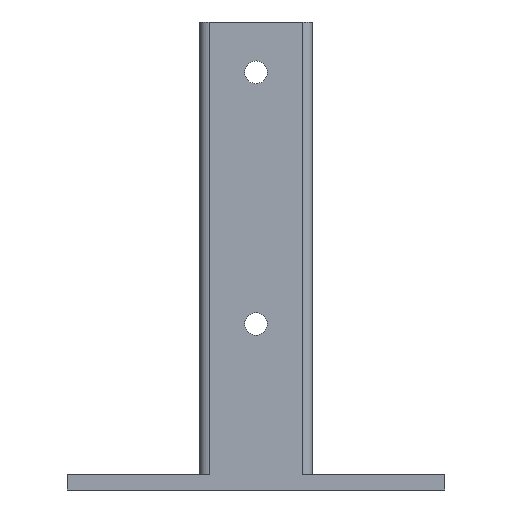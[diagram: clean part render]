
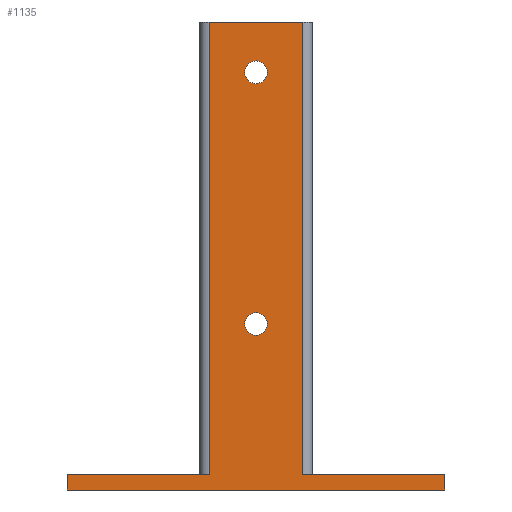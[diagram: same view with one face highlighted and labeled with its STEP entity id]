
A CAD part, left-side view. The second image highlights one B-rep face of the part: STEP entity #1135.
In plain terms, the highlighted planar face has unit normal (-1, 0, 0).
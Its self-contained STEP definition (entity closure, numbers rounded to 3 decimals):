
#6 = AXIS2_PLACEMENT_3D ( 'NONE', #1286, #1287, #1288 ) ;
#49 = VERTEX_POINT ( 'NONE', #1411 ) ;
#90 = VERTEX_POINT ( 'NONE', #1415 ) ;
#93 = VERTEX_POINT ( 'NONE', #1418 ) ;
#94 = VERTEX_POINT ( 'NONE', #1419 ) ;
#98 = EDGE_CURVE ( 'NONE', #953, #950, #700, .T. ) ;
#99 = AXIS2_PLACEMENT_3D ( 'NONE', #1460, #1461, #1462 ) ;
#100 = EDGE_CURVE ( 'NONE', #950, #395, #702, .T. ) ;
#108 = EDGE_CURVE ( 'NONE', #952, #394, #723, .T. ) ;
#111 = EDGE_CURVE ( 'NONE', #49, #93, #731, .T. ) ;
#112 = EDGE_CURVE ( 'NONE', #94, #90, #734, .T. ) ;
#115 = EDGE_CURVE ( 'NONE', #93, #49, #743, .T. ) ;
#174 = EDGE_CURVE ( 'NONE', #958, #952, #758, .T. ) ;
#178 = EDGE_CURVE ( 'NONE', #394, #391, #735, .T. ) ;
#181 = EDGE_CURVE ( 'NONE', #391, #397, #808, .T. ) ;
#182 = EDGE_CURVE ( 'NONE', #395, #958, #814, .T. ) ;
#185 = EDGE_CURVE ( 'NONE', #397, #953, #804, .T. ) ;
#189 = EDGE_CURVE ( 'NONE', #90, #94, #737, .T. ) ;
#220 = AXIS2_PLACEMENT_3D ( 'NONE', #1448, #1449, #1450 ) ;
#221 = AXIS2_PLACEMENT_3D ( 'NONE', #1451, #1452, #1453 ) ;
#321 = CARTESIAN_POINT ( 'NONE',  ( -22.5, 18.5, 0. ) ) ;
#324 = CARTESIAN_POINT ( 'NONE',  ( -22.5, 18.5, 180. ) ) ;
#325 = CARTESIAN_POINT ( 'NONE',  ( -22.5, -75., 0. ) ) ;
#327 = CARTESIAN_POINT ( 'NONE',  ( -22.5, 75., 0. ) ) ;
#334 = CARTESIAN_POINT ( 'NONE',  ( -22.5, -75., -6. ) ) ;
#391 = VERTEX_POINT ( 'NONE', #321 ) ;
#394 = VERTEX_POINT ( 'NONE', #324 ) ;
#395 = VERTEX_POINT ( 'NONE', #325 ) ;
#397 = VERTEX_POINT ( 'NONE', #327 ) ;
#442 = EDGE_LOOP ( 'NONE', ( #540, #541 ) ) ;
#443 = EDGE_LOOP ( 'NONE', ( #542, #543 ) ) ;
#444 = EDGE_LOOP ( 'NONE', ( #544, #545, #546, #547, #647, #648, #649, #650 ) ) ;
#540 = ORIENTED_EDGE ( 'NONE', *, *, #115, .T. ) ;
#541 = ORIENTED_EDGE ( 'NONE', *, *, #111, .T. ) ;
#542 = ORIENTED_EDGE ( 'NONE', *, *, #112, .F. ) ;
#543 = ORIENTED_EDGE ( 'NONE', *, *, #189, .F. ) ;
#544 = ORIENTED_EDGE ( 'NONE', *, *, #98, .T. ) ;
#545 = ORIENTED_EDGE ( 'NONE', *, *, #100, .T. ) ;
#546 = ORIENTED_EDGE ( 'NONE', *, *, #182, .T. ) ;
#547 = ORIENTED_EDGE ( 'NONE', *, *, #174, .T. ) ;
#647 = ORIENTED_EDGE ( 'NONE', *, *, #108, .T. ) ;
#648 = ORIENTED_EDGE ( 'NONE', *, *, #178, .T. ) ;
#649 = ORIENTED_EDGE ( 'NONE', *, *, #181, .T. ) ;
#650 = ORIENTED_EDGE ( 'NONE', *, *, #185, .T. ) ;
#700 = LINE ( 'NONE', #1423, #701 ) ;
#701 = VECTOR ( 'NONE', #1424, 1000. ) ;
#702 = LINE ( 'NONE', #1425, #704 ) ;
#704 = VECTOR ( 'NONE', #1426, 1000. ) ;
#723 = LINE ( 'NONE', #1441, #726 ) ;
#726 = VECTOR ( 'NONE', #1442, 1000. ) ;
#731 = CIRCLE ( 'NONE', #220, 4.5 ) ;
#734 = CIRCLE ( 'NONE', #221, 4.5 ) ;
#735 = LINE ( 'NONE', #1018, #864 ) ;
#737 = CIRCLE ( 'NONE', #910, 4.5 ) ;
#743 = CIRCLE ( 'NONE', #99, 4.5 ) ;
#758 = LINE ( 'NONE', #1007, #825 ) ;
#804 = LINE ( 'NONE', #1069, #805 ) ;
#805 = VECTOR ( 'NONE', #1070, 1000. ) ;
#808 = LINE ( 'NONE', #1061, #812 ) ;
#812 = VECTOR ( 'NONE', #1062, 1000. ) ;
#814 = LINE ( 'NONE', #1063, #816 ) ;
#816 = VECTOR ( 'NONE', #1064, 1000. ) ;
#825 = VECTOR ( 'NONE', #1008, 1000. ) ;
#864 = VECTOR ( 'NONE', #1019, 1000. ) ;
#910 = AXIS2_PLACEMENT_3D ( 'NONE', #1078, #1079, #1080 ) ;
#950 = VERTEX_POINT ( 'NONE', #334 ) ;
#952 = VERTEX_POINT ( 'NONE', #1170 ) ;
#953 = VERTEX_POINT ( 'NONE', #1171 ) ;
#958 = VERTEX_POINT ( 'NONE', #1176 ) ;
#1007 = CARTESIAN_POINT ( 'NONE',  ( -22.5, -18.5, 87. ) ) ;
#1008 = DIRECTION ( 'NONE',  ( 0., 0., 1. ) ) ;
#1018 = CARTESIAN_POINT ( 'NONE',  ( -22.5, 18.5, 87. ) ) ;
#1019 = DIRECTION ( 'NONE',  ( 0., 0., -1. ) ) ;
#1061 = CARTESIAN_POINT ( 'NONE',  ( -22.5, 0., 0. ) ) ;
#1062 = DIRECTION ( 'NONE',  ( 0., 1., 0. ) ) ;
#1063 = CARTESIAN_POINT ( 'NONE',  ( -22.5, 0., 0. ) ) ;
#1064 = DIRECTION ( 'NONE',  ( 0., 1., 0. ) ) ;
#1069 = CARTESIAN_POINT ( 'NONE',  ( -22.5, 75., 87. ) ) ;
#1070 = DIRECTION ( 'NONE',  ( 0., 0., -1. ) ) ;
#1078 = CARTESIAN_POINT ( 'NONE',  ( -22.5, 0., 160. ) ) ;
#1079 = DIRECTION ( 'NONE',  ( -1., 0., 0. ) ) ;
#1080 = DIRECTION ( 'NONE',  ( 0., 0., 1. ) ) ;
#1135 = ADVANCED_FACE ( 'NONE', ( #1405, #1404, #1403 ), #1285, .T. ) ;
#1170 = CARTESIAN_POINT ( 'NONE',  ( -22.5, -18.5, 180. ) ) ;
#1171 = CARTESIAN_POINT ( 'NONE',  ( -22.5, 75., -6. ) ) ;
#1176 = CARTESIAN_POINT ( 'NONE',  ( -22.5, -18.5, 0. ) ) ;
#1285 = PLANE ( 'NONE',  #6 ) ;
#1286 = CARTESIAN_POINT ( 'NONE',  ( -22.5, -75., -6. ) ) ;
#1287 = DIRECTION ( 'NONE',  ( -1., 0., 0. ) ) ;
#1288 = DIRECTION ( 'NONE',  ( 0., 0., 1. ) ) ;
#1403 = FACE_OUTER_BOUND ( 'NONE', #444, .T. ) ;
#1404 = FACE_BOUND ( 'NONE', #443, .T. ) ;
#1405 = FACE_BOUND ( 'NONE', #442, .T. ) ;
#1411 = CARTESIAN_POINT ( 'NONE',  ( -22.5, 0., 55.5 ) ) ;
#1415 = CARTESIAN_POINT ( 'NONE',  ( -22.5, 0., 155.5 ) ) ;
#1418 = CARTESIAN_POINT ( 'NONE',  ( -22.5, 0., 64.5 ) ) ;
#1419 = CARTESIAN_POINT ( 'NONE',  ( -22.5, 0., 164.5 ) ) ;
#1423 = CARTESIAN_POINT ( 'NONE',  ( -22.5, 0., -6. ) ) ;
#1424 = DIRECTION ( 'NONE',  ( 0., -1., 0. ) ) ;
#1425 = CARTESIAN_POINT ( 'NONE',  ( -22.5, -75., 87. ) ) ;
#1426 = DIRECTION ( 'NONE',  ( 0., 0., 1. ) ) ;
#1441 = CARTESIAN_POINT ( 'NONE',  ( -22.5, 0., 180. ) ) ;
#1442 = DIRECTION ( 'NONE',  ( 0., 1., 0. ) ) ;
#1448 = CARTESIAN_POINT ( 'NONE',  ( -22.5, 0., 60. ) ) ;
#1449 = DIRECTION ( 'NONE',  ( 1., 0., 0. ) ) ;
#1450 = DIRECTION ( 'NONE',  ( 0., 0., 1. ) ) ;
#1451 = CARTESIAN_POINT ( 'NONE',  ( -22.5, 0., 160. ) ) ;
#1452 = DIRECTION ( 'NONE',  ( -1., 0., 0. ) ) ;
#1453 = DIRECTION ( 'NONE',  ( 0., 0., 1. ) ) ;
#1460 = CARTESIAN_POINT ( 'NONE',  ( -22.5, 0., 60. ) ) ;
#1461 = DIRECTION ( 'NONE',  ( 1., 0., 0. ) ) ;
#1462 = DIRECTION ( 'NONE',  ( 0., 0., 1. ) ) ;
